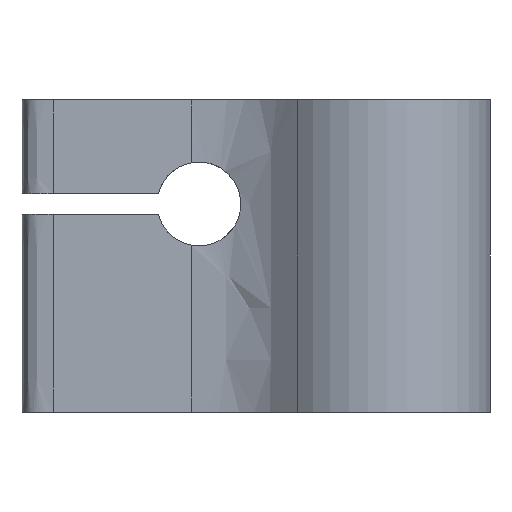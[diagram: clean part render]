
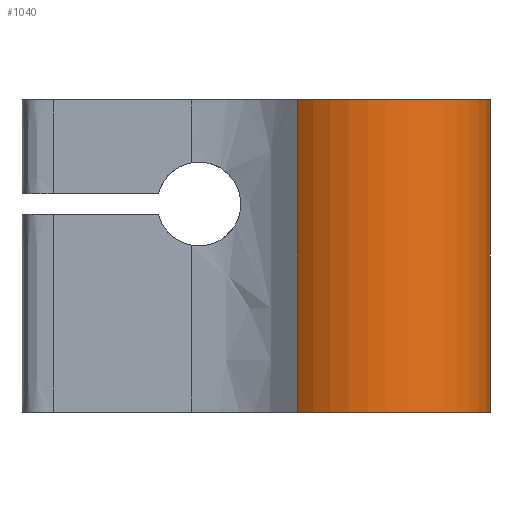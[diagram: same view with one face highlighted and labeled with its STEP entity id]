
A CAD part, left-side view. The second image highlights one B-rep face of the part: STEP entity #1040.
In plain terms, the highlighted cylindrical face has radius 11 mm (diameter 22 mm), a partial arc.
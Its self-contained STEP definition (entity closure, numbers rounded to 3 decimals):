
#20 = DIRECTION ( 'NONE',  ( 1., 0., 0. ) ) ;
#188 = CARTESIAN_POINT ( 'NONE',  ( -8.038, 7.509, 0. ) ) ;
#218 = VERTEX_POINT ( 'NONE', #1719 ) ;
#338 = ORIENTED_EDGE ( 'NONE', *, *, #2828, .T. ) ;
#362 = CARTESIAN_POINT ( 'NONE',  ( 0., 0., 10. ) ) ;
#481 = CARTESIAN_POINT ( 'NONE',  ( -8.038, 7.509, -20. ) ) ;
#570 = AXIS2_PLACEMENT_3D ( 'NONE', #1123, #815, #20 ) ;
#634 = EDGE_CURVE ( 'NONE', #3295, #956, #1235, .T. ) ;
#648 = FACE_OUTER_BOUND ( 'NONE', #3474, .T. ) ;
#708 = B_SPLINE_CURVE_WITH_KNOTS ( 'NONE', 3,
 ( #1346, #2038, #1377, #3487 ),
 .UNSPECIFIED., .F., .F.,
 ( 4, 4 ),
 ( 0., 1. ),
 .UNSPECIFIED. ) ;
#770 = CARTESIAN_POINT ( 'NONE',  ( -8.038, 7.509, 10. ) ) ;
#815 = DIRECTION ( 'NONE',  ( 0., 0., 1. ) ) ;
#925 = CYLINDRICAL_SURFACE ( 'NONE', #570, 11. ) ;
#956 = VERTEX_POINT ( 'NONE', #2948 ) ;
#976 = DIRECTION ( 'NONE',  ( 0., 0., 1. ) ) ;
#1001 = VERTEX_POINT ( 'NONE', #2033 ) ;
#1039 = DIRECTION ( 'NONE',  ( 0., 0., 1. ) ) ;
#1040 = ADVANCED_FACE ( 'NONE', ( #648 ), #925, .T. ) ;
#1123 = CARTESIAN_POINT ( 'NONE',  ( 0., 0., -20. ) ) ;
#1235 = B_SPLINE_CURVE_WITH_KNOTS ( 'NONE', 3,
 ( #770, #188, #3277, #481 ),
 .UNSPECIFIED., .F., .F.,
 ( 4, 4 ),
 ( 0., 1. ),
 .UNSPECIFIED. ) ;
#1279 = EDGE_CURVE ( 'NONE', #3295, #218, #3320, .T. ) ;
#1346 = CARTESIAN_POINT ( 'NONE',  ( 9.758, -5.077, -20. ) ) ;
#1377 = CARTESIAN_POINT ( 'NONE',  ( 9.758, -5.077, 0. ) ) ;
#1626 = ORIENTED_EDGE ( 'NONE', *, *, #634, .T. ) ;
#1719 = CARTESIAN_POINT ( 'NONE',  ( 9.758, -5.077, 10. ) ) ;
#1723 = DIRECTION ( 'NONE',  ( 1., 0., 0. ) ) ;
#2010 = CARTESIAN_POINT ( 'NONE',  ( 0., 0., -20. ) ) ;
#2033 = CARTESIAN_POINT ( 'NONE',  ( 9.758, -5.077, -20. ) ) ;
#2038 = CARTESIAN_POINT ( 'NONE',  ( 9.758, -5.077, -10. ) ) ;
#2151 = CARTESIAN_POINT ( 'NONE',  ( -8.038, 7.509, 10. ) ) ;
#2489 = AXIS2_PLACEMENT_3D ( 'NONE', #362, #976, #1723 ) ;
#2541 = AXIS2_PLACEMENT_3D ( 'NONE', #2010, #1039, #3236 ) ;
#2551 = CIRCLE ( 'NONE', #2541, 11. ) ;
#2828 = EDGE_CURVE ( 'NONE', #956, #1001, #2551, .T. ) ;
#2948 = CARTESIAN_POINT ( 'NONE',  ( -8.038, 7.509, -20. ) ) ;
#3161 = ORIENTED_EDGE ( 'NONE', *, *, #1279, .F. ) ;
#3236 = DIRECTION ( 'NONE',  ( 1., 0., 0. ) ) ;
#3277 = CARTESIAN_POINT ( 'NONE',  ( -8.038, 7.509, -10. ) ) ;
#3295 = VERTEX_POINT ( 'NONE', #2151 ) ;
#3320 = CIRCLE ( 'NONE', #2489, 11. ) ;
#3425 = ORIENTED_EDGE ( 'NONE', *, *, #3561, .T. ) ;
#3474 = EDGE_LOOP ( 'NONE', ( #338, #3425, #3161, #1626 ) ) ;
#3487 = CARTESIAN_POINT ( 'NONE',  ( 9.758, -5.077, 10. ) ) ;
#3561 = EDGE_CURVE ( 'NONE', #1001, #218, #708, .T. ) ;
